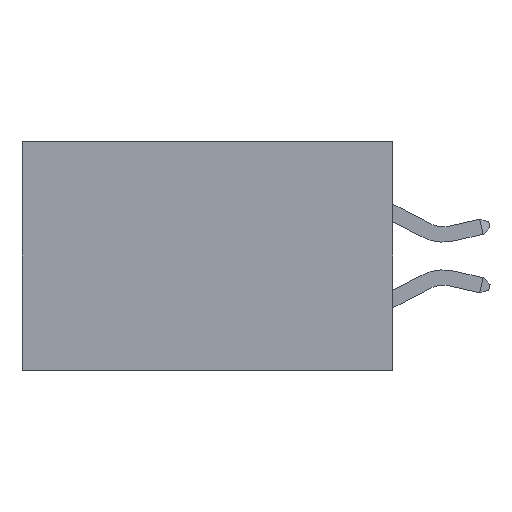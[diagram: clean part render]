
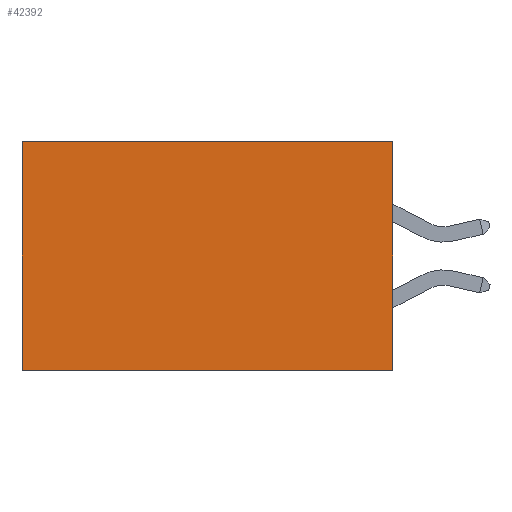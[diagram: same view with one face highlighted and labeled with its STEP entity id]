
A CAD part, left-side view. The second image highlights one B-rep face of the part: STEP entity #42392.
In plain terms, the highlighted planar face has unit normal (-1, 0, 0).
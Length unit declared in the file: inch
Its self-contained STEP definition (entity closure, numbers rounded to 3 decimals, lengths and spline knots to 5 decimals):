
#2156 = VERTEX_POINT ( 'NONE', #16349 ) ;
#2179 = LINE ( 'NONE', #33588, #13358 ) ;
#2990 = LINE ( 'NONE', #24162, #39078 ) ;
#3624 = EDGE_CURVE ( 'NONE', #23428, #21489, #2179, .T. ) ;
#3862 = DIRECTION ( 'NONE',  ( 0., 1., 0. ) ) ;
#7236 = VERTEX_POINT ( 'NONE', #23673 ) ;
#12907 = VECTOR ( 'NONE', #15294, 39.37008 ) ;
#13344 = DIRECTION ( 'NONE',  ( 0., 1., 0. ) ) ;
#13358 = VECTOR ( 'NONE', #13344, 39.37008 ) ;
#14197 = DIRECTION ( 'NONE',  ( 1., 0., 0. ) ) ;
#15294 = DIRECTION ( 'NONE',  ( 0., 0., -1. ) ) ;
#15622 = FACE_OUTER_BOUND ( 'NONE', #40967, .T. ) ;
#15899 = ORIENTED_EDGE ( 'NONE', *, *, #36371, .F. ) ;
#16349 = CARTESIAN_POINT ( 'NONE',  ( 0.2875, 0., -0.37 ) ) ;
#16700 = ORIENTED_EDGE ( 'NONE', *, *, #31549, .T. ) ;
#20735 = CARTESIAN_POINT ( 'NONE',  ( 0.2875, 0., 0. ) ) ;
#21023 = EDGE_CURVE ( 'NONE', #2156, #7236, #2990, .T. ) ;
#21489 = VERTEX_POINT ( 'NONE', #36539 ) ;
#23428 = VERTEX_POINT ( 'NONE', #35878 ) ;
#23452 = AXIS2_PLACEMENT_3D ( 'NONE', #20735, #14197, #37899 ) ;
#23673 = CARTESIAN_POINT ( 'NONE',  ( 0.2875, 0.6, -0.37 ) ) ;
#24162 = CARTESIAN_POINT ( 'NONE',  ( 0.2875, 0., -0.37 ) ) ;
#27645 = PLANE ( 'NONE',  #23452 ) ;
#31549 = EDGE_CURVE ( 'NONE', #21489, #7236, #35506, .T. ) ;
#32508 = CARTESIAN_POINT ( 'NONE',  ( 0.2875, 0.6, 0. ) ) ;
#33588 = CARTESIAN_POINT ( 'NONE',  ( 0.2875, 0., 0. ) ) ;
#35506 = LINE ( 'NONE', #32508, #36602 ) ;
#35524 = CARTESIAN_POINT ( 'NONE',  ( 0.2875, 0., 0. ) ) ;
#35876 = DIRECTION ( 'NONE',  ( 0., 0., -1. ) ) ;
#35878 = CARTESIAN_POINT ( 'NONE',  ( 0.2875, 0., 0. ) ) ;
#36312 = ORIENTED_EDGE ( 'NONE', *, *, #21023, .F. ) ;
#36371 = EDGE_CURVE ( 'NONE', #23428, #2156, #37814, .T. ) ;
#36539 = CARTESIAN_POINT ( 'NONE',  ( 0.2875, 0.6, 0. ) ) ;
#36602 = VECTOR ( 'NONE', #35876, 39.37008 ) ;
#37814 = LINE ( 'NONE', #35524, #12907 ) ;
#37899 = DIRECTION ( 'NONE',  ( 0., 0., -1. ) ) ;
#39078 = VECTOR ( 'NONE', #3862, 39.37008 ) ;
#40967 = EDGE_LOOP ( 'NONE', ( #16700, #36312, #15899, #43114 ) ) ;
#42392 = ADVANCED_FACE ( 'NONE', ( #15622 ), #27645, .F. ) ;
#43114 = ORIENTED_EDGE ( 'NONE', *, *, #3624, .T. ) ;
